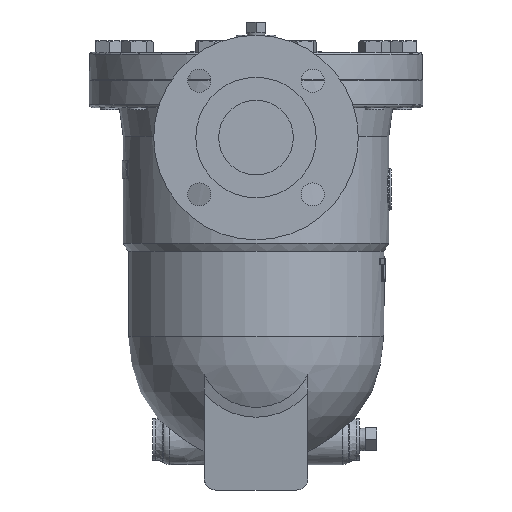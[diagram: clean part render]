
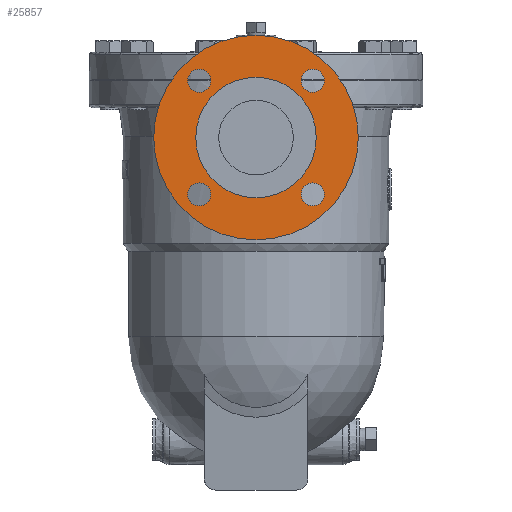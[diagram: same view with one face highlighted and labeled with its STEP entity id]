
A CAD part, left-side view. The second image highlights one B-rep face of the part: STEP entity #25857.
In plain terms, the highlighted planar face has unit normal (-1, 0, 0).
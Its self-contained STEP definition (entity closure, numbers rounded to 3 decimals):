
#25252=CARTESIAN_POINT('',(-183.9,-59.391,-99.391));
#25253=VERTEX_POINT('',#25252);
#25254=CARTESIAN_POINT('',(-183.9,-49.391,-99.391));
#25255=DIRECTION('',(1.0,0.0,0.0));
#25256=DIRECTION('',(0.0,-1.0,0.0));
#25257=AXIS2_PLACEMENT_3D('',#25254,#25255,#25256);
#25258=CIRCLE('',#25257,10.0);
#25259=EDGE_CURVE('',#25253,#25253,#25258,.T.);
#25301=CARTESIAN_POINT('',(-183.9,49.391,-109.391));
#25302=VERTEX_POINT('',#25301);
#25303=CARTESIAN_POINT('',(-183.9,49.391,-99.391));
#25304=DIRECTION('',(1.0,0.0,0.0));
#25305=DIRECTION('',(0.0,0.0,-1.0));
#25306=AXIS2_PLACEMENT_3D('',#25303,#25304,#25305);
#25307=CIRCLE('',#25306,10.0);
#25308=EDGE_CURVE('',#25302,#25302,#25307,.T.);
#25350=CARTESIAN_POINT('',(-183.9,59.391,-0.609));
#25351=VERTEX_POINT('',#25350);
#25352=CARTESIAN_POINT('',(-183.9,49.391,-0.609));
#25353=DIRECTION('',(1.0,0.0,0.0));
#25354=DIRECTION('',(0.0,1.0,0.0));
#25355=AXIS2_PLACEMENT_3D('',#25352,#25353,#25354);
#25356=CIRCLE('',#25355,10.0);
#25357=EDGE_CURVE('',#25351,#25351,#25356,.T.);
#25399=CARTESIAN_POINT('',(-183.9,-49.391,9.391));
#25400=VERTEX_POINT('',#25399);
#25401=CARTESIAN_POINT('',(-183.9,-49.391,-0.609));
#25402=DIRECTION('',(1.0,0.0,0.0));
#25403=DIRECTION('',(0.0,0.0,1.0));
#25404=AXIS2_PLACEMENT_3D('',#25401,#25402,#25403);
#25405=CIRCLE('',#25404,10.0);
#25406=EDGE_CURVE('',#25400,#25400,#25405,.T.);
#25818=CARTESIAN_POINT('',(-183.9,0.0,20.7));
#25819=DIRECTION('',(-1.0,0.0,0.0));
#25820=DIRECTION('',(0.0,0.0,1.0));
#25821=AXIS2_PLACEMENT_3D('',#25818,#25819,#25820);
#25822=PLANE('',#25821);
#25823=CARTESIAN_POINT('',(-183.9,0.0,39.));
#25824=VERTEX_POINT('',#25823);
#25825=CARTESIAN_POINT('',(-183.9,0.0,-50.));
#25826=DIRECTION('',(-1.0,0.0,0.0));
#25827=DIRECTION('',(0.0,0.0,1.0));
#25828=AXIS2_PLACEMENT_3D('',#25825,#25826,#25827);
#25829=CIRCLE('',#25828,89.);
#25830=EDGE_CURVE('',#25824,#25824,#25829,.T.);
#25831=ORIENTED_EDGE('',*,*,#25830,.T.);
#25832=EDGE_LOOP('',(#25831));
#25833=FACE_OUTER_BOUND('',#25832,.T.);
#25834=ORIENTED_EDGE('',*,*,#25259,.T.);
#25835=EDGE_LOOP('',(#25834));
#25836=FACE_BOUND('',#25835,.T.);
#25837=ORIENTED_EDGE('',*,*,#25308,.T.);
#25838=EDGE_LOOP('',(#25837));
#25839=FACE_BOUND('',#25838,.T.);
#25840=ORIENTED_EDGE('',*,*,#25357,.T.);
#25841=EDGE_LOOP('',(#25840));
#25842=FACE_BOUND('',#25841,.T.);
#25843=ORIENTED_EDGE('',*,*,#25406,.T.);
#25844=EDGE_LOOP('',(#25843));
#25845=FACE_BOUND('',#25844,.T.);
#25846=CARTESIAN_POINT('',(-183.9,0.0,2.4));
#25847=VERTEX_POINT('',#25846);
#25848=CARTESIAN_POINT('',(-183.9,0.0,-50.));
#25849=DIRECTION('',(-1.0,0.0,0.0));
#25850=DIRECTION('',(0.0,0.0,1.0));
#25851=AXIS2_PLACEMENT_3D('',#25848,#25849,#25850);
#25852=CIRCLE('',#25851,52.4);
#25853=EDGE_CURVE('',#25847,#25847,#25852,.T.);
#25854=ORIENTED_EDGE('',*,*,#25853,.F.);
#25855=EDGE_LOOP('',(#25854));
#25856=FACE_BOUND('',#25855,.T.);
#25857=ADVANCED_FACE('',(#25833,#25836,#25839,#25842,#25845,#25856),#25822,.T.);
